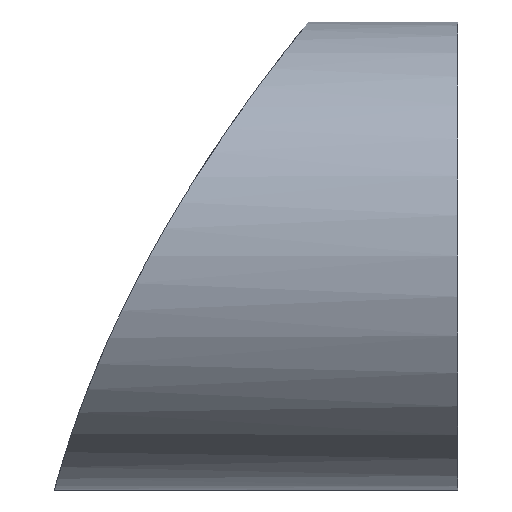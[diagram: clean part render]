
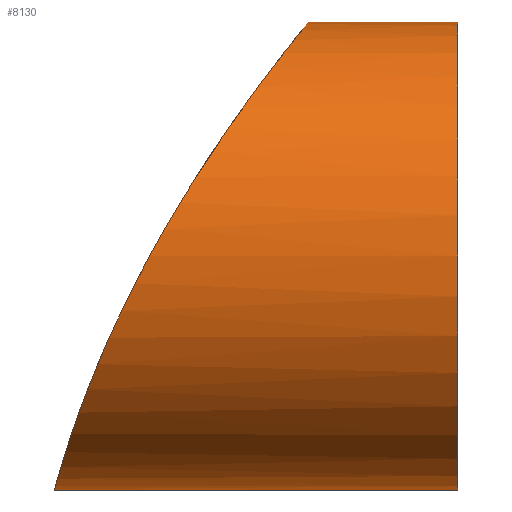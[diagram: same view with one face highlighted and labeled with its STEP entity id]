
A CAD part, left-side view. The second image highlights one B-rep face of the part: STEP entity #8130.
In plain terms, the highlighted cylindrical face has radius 5 mm (diameter 10 mm), a partial arc.
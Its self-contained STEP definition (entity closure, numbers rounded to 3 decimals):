
#320 = CARTESIAN_POINT ( 'NONE',  ( -0.706, 3.216, 4.962 ) ) ;
#443 = B_SPLINE_CURVE_WITH_KNOTS ( 'NONE', 3,
 ( #9467, #1335, #320, #7496, #12600, #12512, #11573, #2349, #5533, #10453, #12687, #8610, #10636, #4523, #8570, #5359, #4335, #1432, #6556, #2471, #6509, #3350, #12558, #11527, #7408, #4431, #9561, #6380, #9603, #3440, #4473, #499, #5405, #7583, #1514, #3480, #6421, #7453, #10591, #1382, #8485, #5446 ),
 .UNSPECIFIED., .F., .F.,
 ( 4, 2, 2, 2, 2, 2, 2, 2, 2, 2, 2, 2, 2, 2, 2, 2, 2, 2, 2, 2, 4 ),
 ( 0.017, 0.018, 0.018, 0.019, 0.02, 0.021, 0.022, 0.023, 0.024, 0.025, 0.026, 0.027, 0.028, 0.028, 0.029, 0.03, 0.031, 0.032, 0.033, 0.033, 0.034 ),
 .UNSPECIFIED. ) ;
#449 = ORIENTED_EDGE ( 'NONE', *, *, #7351, .T. ) ;
#499 = CARTESIAN_POINT ( 'NONE',  ( -2.667, 8.393, -4.243 ) ) ;
#640 = CARTESIAN_POINT ( 'NONE',  ( 0., 0., -5. ) ) ;
#674 = CARTESIAN_POINT ( 'NONE',  ( 0., 8.615, -5. ) ) ;
#1335 = CARTESIAN_POINT ( 'NONE',  ( -0.35, 3.185, 5. ) ) ;
#1382 = CARTESIAN_POINT ( 'NONE',  ( -0.356, 8.612, -4.99 ) ) ;
#1432 = CARTESIAN_POINT ( 'NONE',  ( -4.945, 6.13, 0.801 ) ) ;
#1514 = CARTESIAN_POINT ( 'NONE',  ( -1.723, 8.529, -4.697 ) ) ;
#2349 = CARTESIAN_POINT ( 'NONE',  ( -2.325, 3.633, 4.439 ) ) ;
#2471 = CARTESIAN_POINT ( 'NONE',  ( -5.008, 6.643, -0.11 ) ) ;
#2667 = VECTOR ( 'NONE', #11444, 1000. ) ;
#2951 = AXIS2_PLACEMENT_3D ( 'NONE', #7636, #10740, #4620 ) ;
#2963 = LINE ( 'NONE', #4064, #2667 ) ;
#3018 = EDGE_LOOP ( 'NONE', ( #8750, #11238, #449, #6001 ) ) ;
#3350 = CARTESIAN_POINT ( 'NONE',  ( -4.899, 7.121, -1.046 ) ) ;
#3421 = VERTEX_POINT ( 'NONE', #12985 ) ;
#3440 = CARTESIAN_POINT ( 'NONE',  ( -3.483, 8.183, -3.603 ) ) ;
#3480 = CARTESIAN_POINT ( 'NONE',  ( -1.39, 8.561, -4.806 ) ) ;
#3662 = CARTESIAN_POINT ( 'NONE',  ( 0., 15., -5. ) ) ;
#3982 = AXIS2_PLACEMENT_3D ( 'NONE', #6805, #5948, #9973 ) ;
#4064 = CARTESIAN_POINT ( 'NONE',  ( 0., 15., 5. ) ) ;
#4335 = CARTESIAN_POINT ( 'NONE',  ( -4.812, 5.775, 1.39 ) ) ;
#4431 = CARTESIAN_POINT ( 'NONE',  ( -4.465, 7.666, -2.256 ) ) ;
#4473 = CARTESIAN_POINT ( 'NONE',  ( -3.224, 8.262, -3.837 ) ) ;
#4523 = CARTESIAN_POINT ( 'NONE',  ( -4.34, 5.053, 2.501 ) ) ;
#4574 = EDGE_CURVE ( 'NONE', #3421, #10997, #2963, .T. ) ;
#4620 = DIRECTION ( 'NONE',  ( 0., 0., 1. ) ) ;
#4690 = FACE_OUTER_BOUND ( 'NONE', #3018, .T. ) ;
#5359 = CARTESIAN_POINT ( 'NONE',  ( -4.719, 5.592, 1.681 ) ) ;
#5405 = CARTESIAN_POINT ( 'NONE',  ( -2.368, 8.447, -4.417 ) ) ;
#5446 = CARTESIAN_POINT ( 'NONE',  ( 0., 8.615, -5. ) ) ;
#5533 = CARTESIAN_POINT ( 'NONE',  ( -2.61, 3.759, 4.277 ) ) ;
#5948 = DIRECTION ( 'NONE',  ( 0., -1., 0. ) ) ;
#5974 = CARTESIAN_POINT ( 'NONE',  ( 0., 0., 5. ) ) ;
#6001 = ORIENTED_EDGE ( 'NONE', *, *, #6858, .T. ) ;
#6380 = CARTESIAN_POINT ( 'NONE',  ( -4.134, 7.9, -2.832 ) ) ;
#6421 = CARTESIAN_POINT ( 'NONE',  ( -1.221, 8.574, -4.852 ) ) ;
#6509 = CARTESIAN_POINT ( 'NONE',  ( -4.992, 6.809, -0.426 ) ) ;
#6556 = CARTESIAN_POINT ( 'NONE',  ( -4.984, 6.304, 0.502 ) ) ;
#6805 = CARTESIAN_POINT ( 'NONE',  ( 0., 15., 0. ) ) ;
#6858 = EDGE_CURVE ( 'NONE', #7314, #10997, #9806, .T. ) ;
#7314 = VERTEX_POINT ( 'NONE', #640 ) ;
#7351 = EDGE_CURVE ( 'NONE', #9460, #7314, #11241, .T. ) ;
#7408 = CARTESIAN_POINT ( 'NONE',  ( -4.604, 7.538, -1.957 ) ) ;
#7453 = CARTESIAN_POINT ( 'NONE',  ( -0.879, 8.594, -4.925 ) ) ;
#7496 = CARTESIAN_POINT ( 'NONE',  ( -1.213, 3.303, 4.854 ) ) ;
#7583 = CARTESIAN_POINT ( 'NONE',  ( -1.888, 8.511, -4.633 ) ) ;
#7636 = CARTESIAN_POINT ( 'NONE',  ( 0., 0., 0. ) ) ;
#8130 = ADVANCED_FACE ( 'NONE', ( #4690 ), #11216, .T. ) ;
#8485 = CARTESIAN_POINT ( 'NONE',  ( -0.177, 8.615, -5. ) ) ;
#8570 = CARTESIAN_POINT ( 'NONE',  ( -4.483, 5.231, 2.235 ) ) ;
#8610 = CARTESIAN_POINT ( 'NONE',  ( -3.812, 4.527, 3.251 ) ) ;
#8750 = ORIENTED_EDGE ( 'NONE', *, *, #4574, .F. ) ;
#9460 = VERTEX_POINT ( 'NONE', #674 ) ;
#9467 = CARTESIAN_POINT ( 'NONE',  ( 0., 3.185, 5. ) ) ;
#9561 = CARTESIAN_POINT ( 'NONE',  ( -4.388, 7.727, -2.404 ) ) ;
#9603 = CARTESIAN_POINT ( 'NONE',  ( -3.937, 8.002, -3.101 ) ) ;
#9806 = CIRCLE ( 'NONE', #2951, 5. ) ;
#9973 = DIRECTION ( 'NONE',  ( 0., 0., -1. ) ) ;
#10453 = CARTESIAN_POINT ( 'NONE',  ( -3.141, 4.045, 3.904 ) ) ;
#10591 = CARTESIAN_POINT ( 'NONE',  ( -0.706, 8.602, -4.953 ) ) ;
#10636 = CARTESIAN_POINT ( 'NONE',  ( -4.006, 4.701, 3.008 ) ) ;
#10740 = DIRECTION ( 'NONE',  ( 0., 1., 0. ) ) ;
#10997 = VERTEX_POINT ( 'NONE', #5974 ) ;
#11069 = DIRECTION ( 'NONE',  ( 0., -1., 0. ) ) ;
#11216 = CYLINDRICAL_SURFACE ( 'NONE', #3982, 5. ) ;
#11238 = ORIENTED_EDGE ( 'NONE', *, *, #12934, .T. ) ;
#11241 = LINE ( 'NONE', #3662, #11407 ) ;
#11407 = VECTOR ( 'NONE', #11069, 1000. ) ;
#11444 = DIRECTION ( 'NONE',  ( 0., -1., 0. ) ) ;
#11527 = CARTESIAN_POINT ( 'NONE',  ( -4.665, 7.472, -1.807 ) ) ;
#11573 = CARTESIAN_POINT ( 'NONE',  ( -1.865, 3.472, 4.642 ) ) ;
#12512 = CARTESIAN_POINT ( 'NONE',  ( -1.705, 3.424, 4.704 ) ) ;
#12558 = CARTESIAN_POINT ( 'NONE',  ( -4.824, 7.267, -1.353 ) ) ;
#12600 = CARTESIAN_POINT ( 'NONE',  ( -1.379, 3.339, 4.809 ) ) ;
#12687 = CARTESIAN_POINT ( 'NONE',  ( -3.38, 4.2, 3.698 ) ) ;
#12934 = EDGE_CURVE ( 'NONE', #3421, #9460, #443, .T. ) ;
#12985 = CARTESIAN_POINT ( 'NONE',  ( 0., 3.185, 5. ) ) ;
